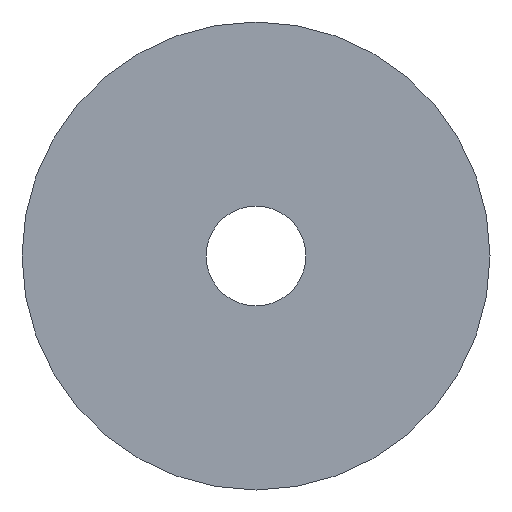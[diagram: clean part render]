
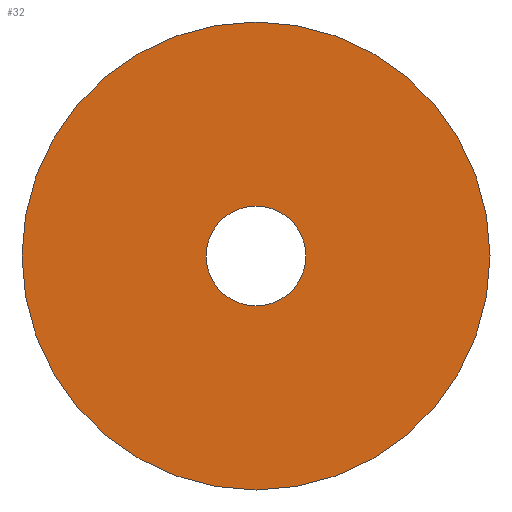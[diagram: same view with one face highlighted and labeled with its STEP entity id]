
A CAD part, front view. The second image highlights one B-rep face of the part: STEP entity #32.
In plain terms, the highlighted planar face has unit normal (0, -1, 0).
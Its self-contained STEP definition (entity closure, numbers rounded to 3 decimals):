
#2 = DIRECTION ( 'NONE',  ( 0., 1., 0. ) ) ;
#32 = ADVANCED_FACE ( 'NONE', ( #301, #295 ), #185, .F. ) ;
#87 = DIRECTION ( 'NONE',  ( 0., 0., -1. ) ) ;
#88 = DIRECTION ( 'NONE',  ( 0., -1., 0. ) ) ;
#91 = CARTESIAN_POINT ( 'NONE',  ( 0., 0., 0. ) ) ;
#96 = CARTESIAN_POINT ( 'NONE',  ( 0., 0., 0. ) ) ;
#102 = VERTEX_POINT ( 'NONE', #552 ) ;
#107 = VERTEX_POINT ( 'NONE', #368 ) ;
#132 = CIRCLE ( 'NONE', #436, 7.5 ) ;
#177 = CIRCLE ( 'NONE', #569, 1.6 ) ;
#185 = PLANE ( 'NONE',  #580 ) ;
#295 = FACE_OUTER_BOUND ( 'NONE', #357, .T. ) ;
#301 = FACE_BOUND ( 'NONE', #339, .T. ) ;
#339 = EDGE_LOOP ( 'NONE', ( #349 ) ) ;
#349 = ORIENTED_EDGE ( 'NONE', *, *, #378, .F. ) ;
#357 = EDGE_LOOP ( 'NONE', ( #504 ) ) ;
#368 = CARTESIAN_POINT ( 'NONE',  ( 0., 0., -1.6 ) ) ;
#378 = EDGE_CURVE ( 'NONE', #107, #107, #177, .T. ) ;
#413 = DIRECTION ( 'NONE',  ( 0., 0., 1. ) ) ;
#418 = DIRECTION ( 'NONE',  ( 0., 1., 0. ) ) ;
#421 = CARTESIAN_POINT ( 'NONE',  ( 0., 0., 0. ) ) ;
#436 = AXIS2_PLACEMENT_3D ( 'NONE', #421, #418, #413 ) ;
#454 = DIRECTION ( 'NONE',  ( 0., 0., 1. ) ) ;
#504 = ORIENTED_EDGE ( 'NONE', *, *, #561, .F. ) ;
#552 = CARTESIAN_POINT ( 'NONE',  ( 0., 0., 7.5 ) ) ;
#561 = EDGE_CURVE ( 'NONE', #102, #102, #132, .T. ) ;
#569 = AXIS2_PLACEMENT_3D ( 'NONE', #91, #88, #87 ) ;
#580 = AXIS2_PLACEMENT_3D ( 'NONE', #96, #2, #454 ) ;
